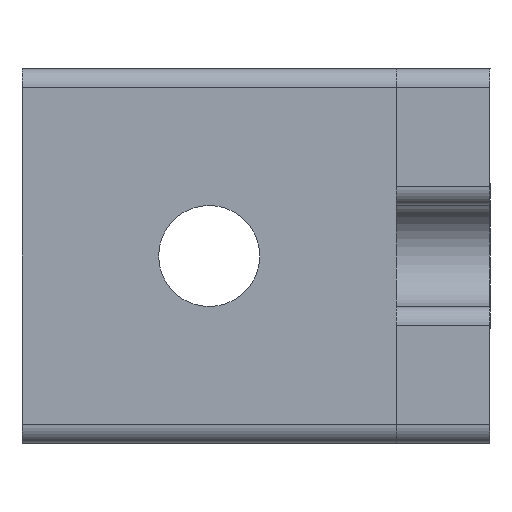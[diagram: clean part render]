
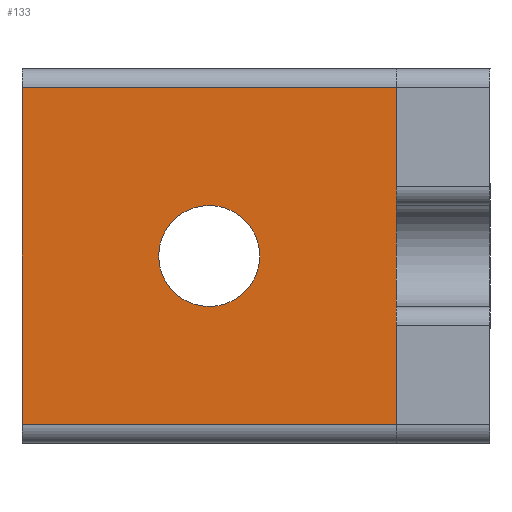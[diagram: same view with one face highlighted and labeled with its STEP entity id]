
A CAD part, left-side view. The second image highlights one B-rep face of the part: STEP entity #133.
In plain terms, the highlighted planar face has unit normal (-1, 0, 0).
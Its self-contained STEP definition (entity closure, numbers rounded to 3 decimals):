
#10 = VERTEX_POINT ( 'NONE', #443 ) ;
#57 = EDGE_CURVE ( 'NONE', #132, #1057, #881, .T. ) ;
#73 = EDGE_CURVE ( 'NONE', #132, #526, #601, .T. ) ;
#78 = CARTESIAN_POINT ( 'NONE',  ( -3., 25., 0. ) ) ;
#99 = DIRECTION ( 'NONE',  ( 1., 0., 0. ) ) ;
#132 = VERTEX_POINT ( 'NONE', #1222 ) ;
#133 = ADVANCED_FACE ( 'NONE', ( #809, #1076 ), #1327, .F. ) ;
#145 = ORIENTED_EDGE ( 'NONE', *, *, #1100, .T. ) ;
#188 = AXIS2_PLACEMENT_3D ( 'NONE', #569, #1281, #672 ) ;
#209 = EDGE_CURVE ( 'NONE', #745, #10, #1043, .T. ) ;
#214 = DIRECTION ( 'NONE',  ( 1., 0., 0. ) ) ;
#318 = ORIENTED_EDGE ( 'NONE', *, *, #469, .T. ) ;
#319 = EDGE_LOOP ( 'NONE', ( #145, #381 ) ) ;
#381 = ORIENTED_EDGE ( 'NONE', *, *, #209, .T. ) ;
#393 = DIRECTION ( 'NONE',  ( 0., -1., 0. ) ) ;
#413 = CARTESIAN_POINT ( 'NONE',  ( -3., 25., 9. ) ) ;
#429 = VECTOR ( 'NONE', #1102, 1000. ) ;
#443 = CARTESIAN_POINT ( 'NONE',  ( -3., 15., -2.7 ) ) ;
#444 = ORIENTED_EDGE ( 'NONE', *, *, #73, .T. ) ;
#469 = EDGE_CURVE ( 'NONE', #526, #1034, #552, .T. ) ;
#498 = CARTESIAN_POINT ( 'NONE',  ( -3., 10., -9. ) ) ;
#512 = DIRECTION ( 'NONE',  ( 0., 0., 1. ) ) ;
#517 = DIRECTION ( 'NONE',  ( 0., 1., 0. ) ) ;
#526 = VERTEX_POINT ( 'NONE', #935 ) ;
#545 = AXIS2_PLACEMENT_3D ( 'NONE', #836, #214, #937 ) ;
#552 = LINE ( 'NONE', #1217, #1336 ) ;
#560 = AXIS2_PLACEMENT_3D ( 'NONE', #719, #99, #822 ) ;
#569 = CARTESIAN_POINT ( 'NONE',  ( -3., 15., 0. ) ) ;
#601 = LINE ( 'NONE', #498, #848 ) ;
#671 = EDGE_CURVE ( 'NONE', #1034, #1057, #1107, .T. ) ;
#672 = DIRECTION ( 'NONE',  ( 0., 0., -1. ) ) ;
#697 = CIRCLE ( 'NONE', #188, 2.7 ) ;
#719 = CARTESIAN_POINT ( 'NONE',  ( -3., 10., -10. ) ) ;
#745 = VERTEX_POINT ( 'NONE', #839 ) ;
#788 = CARTESIAN_POINT ( 'NONE',  ( -3., 5., 9. ) ) ;
#809 = FACE_BOUND ( 'NONE', #319, .T. ) ;
#822 = DIRECTION ( 'NONE',  ( 0., 0., -1. ) ) ;
#836 = CARTESIAN_POINT ( 'NONE',  ( -3., 15., 0. ) ) ;
#839 = CARTESIAN_POINT ( 'NONE',  ( -3., 15., 2.7 ) ) ;
#847 = VECTOR ( 'NONE', #517, 1000. ) ;
#848 = VECTOR ( 'NONE', #393, 1000. ) ;
#881 = LINE ( 'NONE', #78, #429 ) ;
#935 = CARTESIAN_POINT ( 'NONE',  ( -3., 5., -9. ) ) ;
#937 = DIRECTION ( 'NONE',  ( 0., 0., -1. ) ) ;
#1034 = VERTEX_POINT ( 'NONE', #788 ) ;
#1043 = CIRCLE ( 'NONE', #545, 2.7 ) ;
#1057 = VERTEX_POINT ( 'NONE', #1086 ) ;
#1076 = FACE_OUTER_BOUND ( 'NONE', #1079, .T. ) ;
#1079 = EDGE_LOOP ( 'NONE', ( #318, #1318, #1305, #444 ) ) ;
#1086 = CARTESIAN_POINT ( 'NONE',  ( -3., 25., 9. ) ) ;
#1100 = EDGE_CURVE ( 'NONE', #10, #745, #697, .T. ) ;
#1102 = DIRECTION ( 'NONE',  ( 0., 0., 1. ) ) ;
#1107 = LINE ( 'NONE', #413, #847 ) ;
#1217 = CARTESIAN_POINT ( 'NONE',  ( -3., 5., -10. ) ) ;
#1222 = CARTESIAN_POINT ( 'NONE',  ( -3., 25., -9. ) ) ;
#1281 = DIRECTION ( 'NONE',  ( 1., 0., 0. ) ) ;
#1305 = ORIENTED_EDGE ( 'NONE', *, *, #57, .F. ) ;
#1318 = ORIENTED_EDGE ( 'NONE', *, *, #671, .T. ) ;
#1327 = PLANE ( 'NONE',  #560 ) ;
#1336 = VECTOR ( 'NONE', #512, 1000. ) ;
